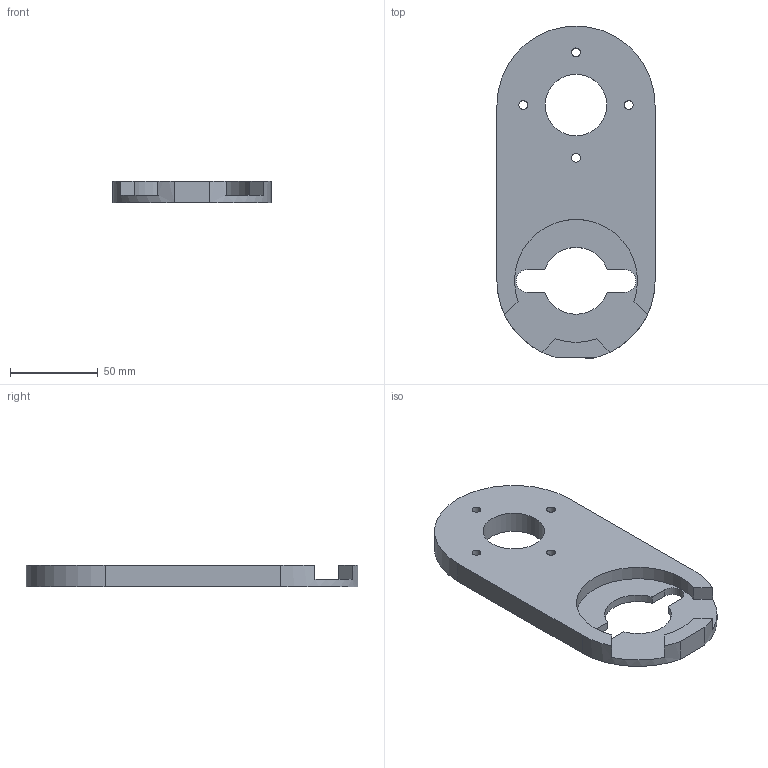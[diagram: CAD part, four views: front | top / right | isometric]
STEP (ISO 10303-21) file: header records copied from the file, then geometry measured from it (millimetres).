
FILE_DESCRIPTION(/* description */ ('Alibre Inc.'),/* implementation_level */ '2;1');
FILE_NAME(/* name */ 'export0',/* time_stamp */ '2015-02-28T11:47:51-07:00',/* author */ (''),/* organization */ (''),/* preprocessor_version */ 'ST-DEVELOPER v14',/* originating_system */ 'Alibre',/* authorisation */ '');
FILE_SCHEMA (('ALIBRE_SCHEMA','CONFIG_CONTROL_DESIGN'));
Length unit declared in the file: centimetre
Products named in the file (1): ID_1
Bounding box: 90 x 188.87 x 12.5 mm (x, y, z)
Volume: 136367.1 mm3; surface area: 35701.1 mm2
Topology: 1 solids, 1 shells, 29 faces, 81 edges, 54 vertices
Faces by surface type: plane 15, cylinder 14
Full cylindrical faces by diameter (mm): 5 x4, 35 x1
Entity records: 2330 total; most frequent: CARTESIAN_POINT 381, DIRECTION 197, CONSTRAINTPAIRUV 176, ORIENTED_EDGE 152, REFERENCEDEPENDENTUV 150, REFERENCEPOINTUV 105, PERSISTANTTOPOLOGYATTRIBUTE 90, VECTOR 88
